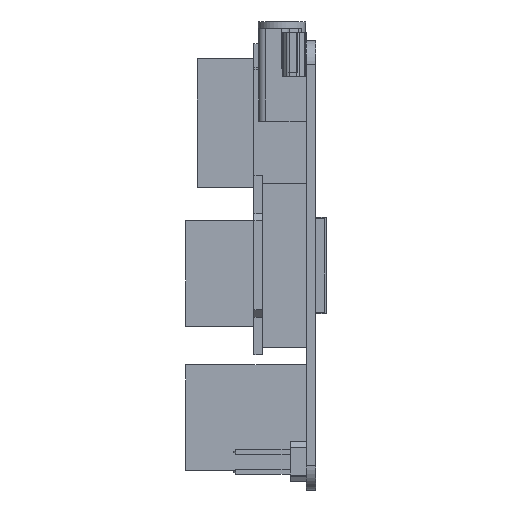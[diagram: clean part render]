
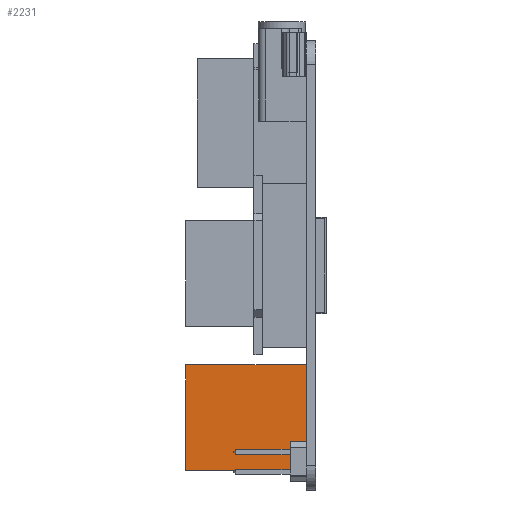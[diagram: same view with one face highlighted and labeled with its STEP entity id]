
A CAD part, left-side view. The second image highlights one B-rep face of the part: STEP entity #2231.
In plain terms, the highlighted planar face has unit normal (-1, 0, 0).
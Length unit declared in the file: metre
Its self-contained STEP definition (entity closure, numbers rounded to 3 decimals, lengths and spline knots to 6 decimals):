
#2231 = ADVANCED_FACE( 'NONE', ( #4580 ), #4581, .F. );
#4580 = FACE_OUTER_BOUND( '', #7077, .T. );
#4581 = PLANE( '', #7078 );
#7077 = EDGE_LOOP( '', ( #13446, #13447, #13448, #13449 ) );
#7078 = AXIS2_PLACEMENT_3D( '', #13450, #13451, #13452 );
#13446 = ORIENTED_EDGE( '', *, *, #15334, .T. );
#13447 = ORIENTED_EDGE( '', *, *, #14828, .F. );
#13448 = ORIENTED_EDGE( '', *, *, #15661, .F. );
#13449 = ORIENTED_EDGE( '', *, *, #14845, .T. );
#13450 = CARTESIAN_POINT( '', ( 0.0275, 0.0162, -0.0124 ) );
#13451 = DIRECTION( '', ( 1., 0., 0. ) );
#13452 = DIRECTION( '', ( 0., 1., 0. ) );
#14828 = EDGE_CURVE( 'NONE', #17880, #17876, #17882, .T. );
#14845 = EDGE_CURVE( 'NONE', #17910, #17908, #17911, .T. );
#15334 = EDGE_CURVE( 'NONE', #17908, #17876, #18715, .T. );
#15661 = EDGE_CURVE( 'NONE', #17910, #17880, #19243, .T. );
#17876 = VERTEX_POINT( 'NONE', #22154 );
#17880 = VERTEX_POINT( 'NONE', #22160 );
#17882 = LINE( '', #22163, #22164 );
#17908 = VERTEX_POINT( 'NONE', #22201 );
#17910 = VERTEX_POINT( 'NONE', #22204 );
#17911 = LINE( '', #22205, #22206 );
#18715 = LINE( '', #23363, #23364 );
#19243 = LINE( '', #24157, #24158 );
#22154 = CARTESIAN_POINT( '', ( 0.0275, 0.0012, -0.0124 ) );
#22160 = CARTESIAN_POINT( '', ( 0.0275, 0.0162, -0.0124 ) );
#22163 = CARTESIAN_POINT( '', ( 0.0275, 0.0162, -0.0124 ) );
#22164 = VECTOR( '', #27221, 1. );
#22201 = CARTESIAN_POINT( '', ( 0.0275, 0.0012, -0.0256 ) );
#22204 = CARTESIAN_POINT( '', ( 0.0275, 0.0162, -0.0256 ) );
#22205 = CARTESIAN_POINT( '', ( 0.0275, 0.0162, -0.0256 ) );
#22206 = VECTOR( '', #27234, 1. );
#23363 = CARTESIAN_POINT( '', ( 0.0275, 0.0012, -0.0124 ) );
#23364 = VECTOR( '', #27691, 1. );
#24157 = CARTESIAN_POINT( '', ( 0.0275, 0.0162, -0.0124 ) );
#24158 = VECTOR( '', #28009, 1. );
#27221 = DIRECTION( '', ( 0., -1., 0. ) );
#27234 = DIRECTION( '', ( 0., -1., 0. ) );
#27691 = DIRECTION( '', ( 0., 0., 1. ) );
#28009 = DIRECTION( '', ( 0., 0., 1. ) );
